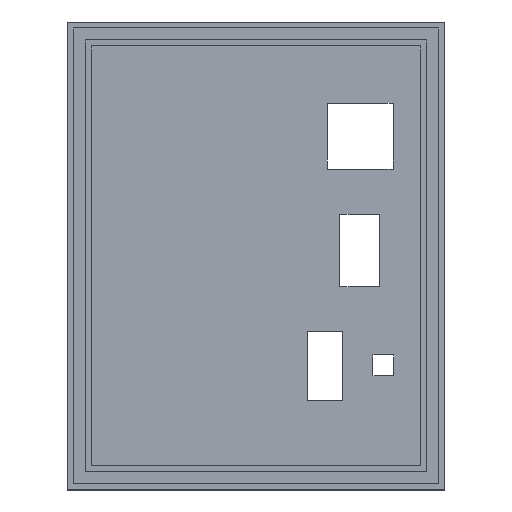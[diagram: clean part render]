
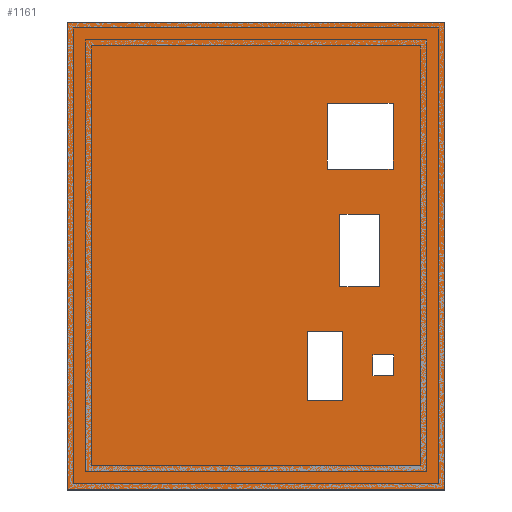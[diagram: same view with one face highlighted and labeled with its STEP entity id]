
A CAD part, top view. The second image highlights one B-rep face of the part: STEP entity #1161.
In plain terms, the highlighted planar face has unit normal (0, 0, 1).
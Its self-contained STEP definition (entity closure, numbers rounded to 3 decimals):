
#19=FACE_BOUND('',#125,.T.);
#20=FACE_BOUND('',#126,.T.);
#21=FACE_BOUND('',#127,.T.);
#22=FACE_BOUND('',#128,.T.);
#63=FACE_OUTER_BOUND('',#124,.T.);
#124=EDGE_LOOP('',(#872,#873,#874,#875));
#125=EDGE_LOOP('',(#876,#877,#878,#879));
#126=EDGE_LOOP('',(#880,#881,#882,#883));
#127=EDGE_LOOP('',(#884,#885,#886,#887));
#128=EDGE_LOOP('',(#888,#889,#890,#891));
#193=LINE('',#1606,#352);
#197=LINE('',#1614,#356);
#200=LINE('',#1620,#359);
#203=LINE('',#1625,#362);
#205=LINE('',#1630,#364);
#209=LINE('',#1638,#368);
#212=LINE('',#1644,#371);
#215=LINE('',#1649,#374);
#217=LINE('',#1654,#376);
#221=LINE('',#1662,#380);
#224=LINE('',#1668,#383);
#227=LINE('',#1673,#386);
#229=LINE('',#1678,#388);
#233=LINE('',#1686,#392);
#236=LINE('',#1692,#395);
#239=LINE('',#1697,#398);
#241=LINE('',#1702,#400);
#245=LINE('',#1710,#404);
#248=LINE('',#1716,#407);
#251=LINE('',#1721,#410);
#352=VECTOR('',#1317,10.);
#356=VECTOR('',#1323,10.);
#359=VECTOR('',#1328,10.);
#362=VECTOR('',#1333,10.);
#364=VECTOR('',#1337,10.);
#368=VECTOR('',#1343,10.);
#371=VECTOR('',#1348,10.);
#374=VECTOR('',#1353,10.);
#376=VECTOR('',#1357,10.);
#380=VECTOR('',#1363,10.);
#383=VECTOR('',#1368,10.);
#386=VECTOR('',#1373,10.);
#388=VECTOR('',#1377,10.);
#392=VECTOR('',#1383,10.);
#395=VECTOR('',#1388,10.);
#398=VECTOR('',#1393,10.);
#400=VECTOR('',#1397,10.);
#404=VECTOR('',#1403,10.);
#407=VECTOR('',#1408,10.);
#410=VECTOR('',#1413,10.);
#503=VERTEX_POINT('',#1604);
#504=VERTEX_POINT('',#1605);
#507=VERTEX_POINT('',#1613);
#509=VERTEX_POINT('',#1619);
#511=VERTEX_POINT('',#1628);
#512=VERTEX_POINT('',#1629);
#515=VERTEX_POINT('',#1637);
#517=VERTEX_POINT('',#1643);
#519=VERTEX_POINT('',#1652);
#520=VERTEX_POINT('',#1653);
#523=VERTEX_POINT('',#1661);
#525=VERTEX_POINT('',#1667);
#527=VERTEX_POINT('',#1676);
#528=VERTEX_POINT('',#1677);
#531=VERTEX_POINT('',#1685);
#533=VERTEX_POINT('',#1691);
#535=VERTEX_POINT('',#1700);
#536=VERTEX_POINT('',#1701);
#539=VERTEX_POINT('',#1709);
#541=VERTEX_POINT('',#1715);
#617=EDGE_CURVE('',#503,#504,#193,.T.);
#621=EDGE_CURVE('',#507,#503,#197,.T.);
#624=EDGE_CURVE('',#509,#507,#200,.T.);
#627=EDGE_CURVE('',#504,#509,#203,.T.);
#629=EDGE_CURVE('',#511,#512,#205,.T.);
#633=EDGE_CURVE('',#515,#511,#209,.T.);
#636=EDGE_CURVE('',#517,#515,#212,.T.);
#639=EDGE_CURVE('',#512,#517,#215,.T.);
#641=EDGE_CURVE('',#519,#520,#217,.T.);
#645=EDGE_CURVE('',#523,#519,#221,.T.);
#648=EDGE_CURVE('',#525,#523,#224,.T.);
#651=EDGE_CURVE('',#520,#525,#227,.T.);
#653=EDGE_CURVE('',#527,#528,#229,.T.);
#657=EDGE_CURVE('',#531,#527,#233,.T.);
#660=EDGE_CURVE('',#533,#531,#236,.T.);
#663=EDGE_CURVE('',#528,#533,#239,.T.);
#665=EDGE_CURVE('',#535,#536,#241,.T.);
#669=EDGE_CURVE('',#536,#539,#245,.T.);
#672=EDGE_CURVE('',#539,#541,#248,.T.);
#675=EDGE_CURVE('',#541,#535,#251,.T.);
#872=ORIENTED_EDGE('',*,*,#675,.T.);
#873=ORIENTED_EDGE('',*,*,#665,.T.);
#874=ORIENTED_EDGE('',*,*,#669,.T.);
#875=ORIENTED_EDGE('',*,*,#672,.T.);
#876=ORIENTED_EDGE('',*,*,#617,.T.);
#877=ORIENTED_EDGE('',*,*,#627,.T.);
#878=ORIENTED_EDGE('',*,*,#624,.T.);
#879=ORIENTED_EDGE('',*,*,#621,.T.);
#880=ORIENTED_EDGE('',*,*,#629,.T.);
#881=ORIENTED_EDGE('',*,*,#639,.T.);
#882=ORIENTED_EDGE('',*,*,#636,.T.);
#883=ORIENTED_EDGE('',*,*,#633,.T.);
#884=ORIENTED_EDGE('',*,*,#641,.T.);
#885=ORIENTED_EDGE('',*,*,#651,.T.);
#886=ORIENTED_EDGE('',*,*,#648,.T.);
#887=ORIENTED_EDGE('',*,*,#645,.T.);
#888=ORIENTED_EDGE('',*,*,#653,.T.);
#889=ORIENTED_EDGE('',*,*,#663,.T.);
#890=ORIENTED_EDGE('',*,*,#660,.T.);
#891=ORIENTED_EDGE('',*,*,#657,.T.);
#1100=PLANE('',#1238);
#1161=ADVANCED_FACE('',(#63,#19,#20,#21,#22),#1100,.T.);
#1238=AXIS2_PLACEMENT_3D('',#1723,#1415,#1416);
#1317=DIRECTION('',(0.,-1.,0.));
#1323=DIRECTION('',(1.,0.,0.));
#1328=DIRECTION('',(0.,1.,0.));
#1333=DIRECTION('',(-1.,0.,0.));
#1337=DIRECTION('',(0.,-1.,0.));
#1343=DIRECTION('',(1.,0.,0.));
#1348=DIRECTION('',(0.,1.,0.));
#1353=DIRECTION('',(-1.,0.,0.));
#1357=DIRECTION('',(0.,-1.,0.));
#1363=DIRECTION('',(1.,0.,0.));
#1368=DIRECTION('',(0.,1.,0.));
#1373=DIRECTION('',(-1.,0.,0.));
#1377=DIRECTION('',(0.,-1.,0.));
#1383=DIRECTION('',(1.,0.,0.));
#1388=DIRECTION('',(0.,1.,0.));
#1393=DIRECTION('',(-1.,0.,0.));
#1397=DIRECTION('',(-1.,0.,0.));
#1403=DIRECTION('',(0.,-1.,0.));
#1408=DIRECTION('',(1.,0.,0.));
#1413=DIRECTION('',(0.,1.,0.));
#1415=DIRECTION('center_axis',(0.,0.,1.));
#1416=DIRECTION('ref_axis',(1.,0.,0.));
#1604=CARTESIAN_POINT('',(46.,-33.,0.));
#1605=CARTESIAN_POINT('',(46.,-40.,0.));
#1606=CARTESIAN_POINT('',(46.,-16.5,0.));
#1613=CARTESIAN_POINT('',(39.,-33.,0.));
#1614=CARTESIAN_POINT('',(19.5,-33.,0.));
#1619=CARTESIAN_POINT('',(39.,-40.,0.));
#1620=CARTESIAN_POINT('',(39.,-20.,0.));
#1625=CARTESIAN_POINT('',(23.,-40.,0.));
#1628=CARTESIAN_POINT('',(45.7,50.95,0.));
#1629=CARTESIAN_POINT('',(45.7,28.95,0.));
#1630=CARTESIAN_POINT('',(45.7,25.475,0.));
#1637=CARTESIAN_POINT('',(23.7,50.95,0.));
#1638=CARTESIAN_POINT('',(11.85,50.95,0.));
#1643=CARTESIAN_POINT('',(23.7,28.95,0.));
#1644=CARTESIAN_POINT('',(23.7,14.475,0.));
#1649=CARTESIAN_POINT('',(22.85,28.95,0.));
#1652=CARTESIAN_POINT('',(29.,-25.25,0.));
#1653=CARTESIAN_POINT('',(29.,-48.35,0.));
#1654=CARTESIAN_POINT('',(29.,-12.625,0.));
#1661=CARTESIAN_POINT('',(17.2,-25.25,0.));
#1662=CARTESIAN_POINT('',(8.6,-25.25,0.));
#1667=CARTESIAN_POINT('',(17.2,-48.35,0.));
#1668=CARTESIAN_POINT('',(17.2,-24.175,0.));
#1673=CARTESIAN_POINT('',(14.5,-48.35,0.));
#1676=CARTESIAN_POINT('',(41.25,13.95,0.));
#1677=CARTESIAN_POINT('',(41.25,-10.25,0.));
#1678=CARTESIAN_POINT('',(41.25,6.975,0.));
#1685=CARTESIAN_POINT('',(27.95,13.95,0.));
#1686=CARTESIAN_POINT('',(13.975,13.95,0.));
#1691=CARTESIAN_POINT('',(27.95,-10.25,0.));
#1692=CARTESIAN_POINT('',(27.95,-5.125,0.));
#1697=CARTESIAN_POINT('',(20.625,-10.25,0.));
#1700=CARTESIAN_POINT('',(63.,78.,0.));
#1701=CARTESIAN_POINT('',(-63.,78.,0.));
#1702=CARTESIAN_POINT('',(63.,78.,0.));
#1709=CARTESIAN_POINT('',(-63.,-78.,0.));
#1710=CARTESIAN_POINT('',(-63.,78.,0.));
#1715=CARTESIAN_POINT('',(63.,-78.,0.));
#1716=CARTESIAN_POINT('',(-63.,-78.,0.));
#1721=CARTESIAN_POINT('',(63.,-78.,0.));
#1723=CARTESIAN_POINT('Origin',(0.,0.,
0.));
